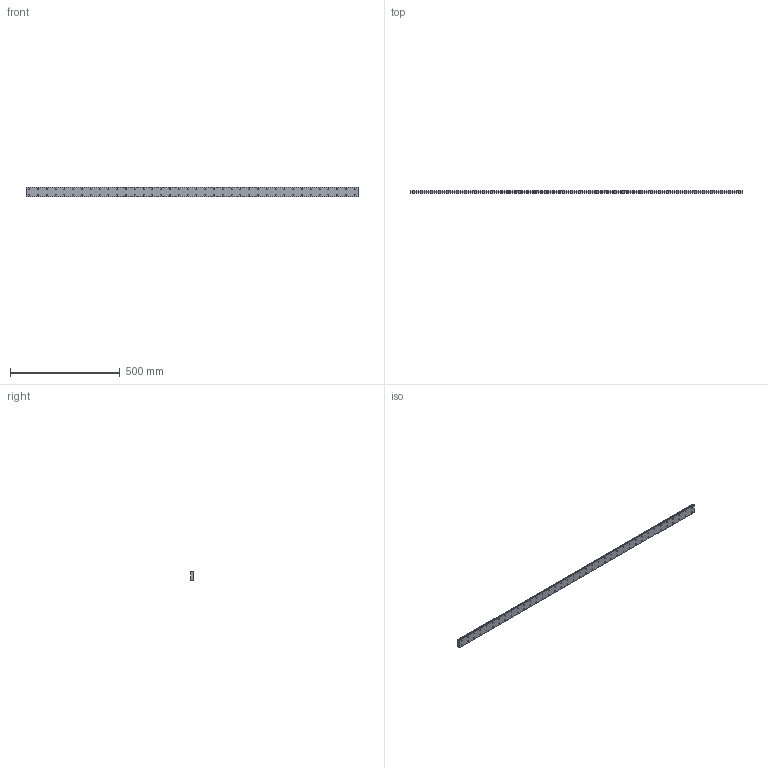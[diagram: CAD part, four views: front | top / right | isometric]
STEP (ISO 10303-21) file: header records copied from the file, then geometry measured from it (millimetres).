
FILE_DESCRIPTION (( 'STEP AP214' ), '1' );
FILE_NAME ('SRS15WSSS-1510LM_G15_0_0_0_0_0_1.STEP', '2021-08-10T08:53:56', ( '' ), ( '' ), 'SwSTEP 2.0', 'SolidWorks 2021', '' );
FILE_SCHEMA (( 'AUTOMOTIVE_DESIGN' ));
Length unit declared in the file: millimetre
Products named in the file (2): _SRS15WS151015 Track; SRS15WSSS-1510LM_G15_0_0_0_0_0_1
Assembly tree (1 placements, depth 2):
  SRS15WSSS-1510LM_G15_0_0_0_0_0_1
    _SRS15WS151015 Track
Bounding box: 1510 x 9.5 x 42 mm (x, y, z)
Volume: 555314.3 mm3; surface area: 166665 mm2
Topology: 1 solids, 1 shells, 403 faces, 975 edges, 650 vertices
Faces by surface type: cylinder 311, plane 92
Entity records: 12501 total; most frequent: DIRECTION 2411, CARTESIAN_POINT 2032, ORIENTED_EDGE 1950, AXIS2_PLACEMENT_3D 1029, EDGE_CURVE 975, VERTEX_POINT 650, EDGE_LOOP 631, CIRCLE 622
